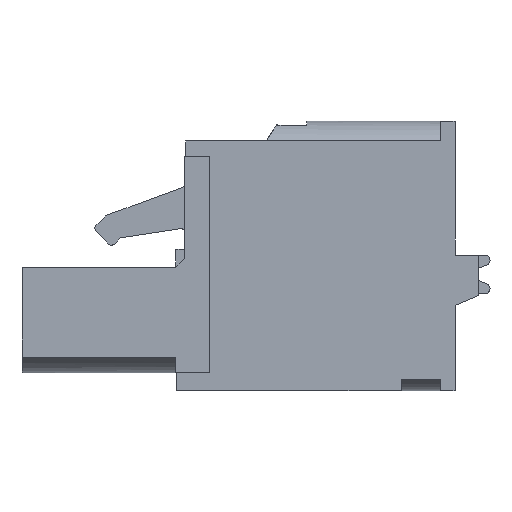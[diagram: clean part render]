
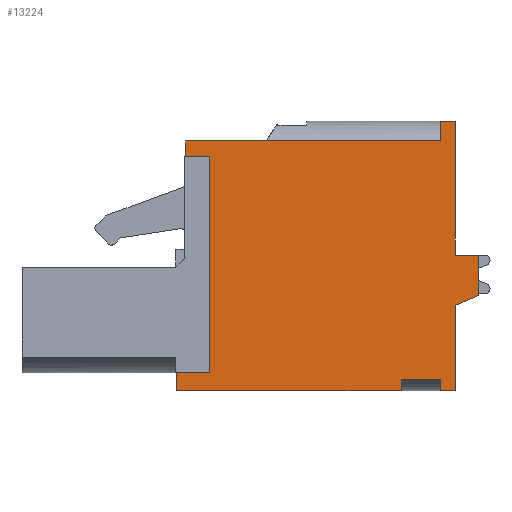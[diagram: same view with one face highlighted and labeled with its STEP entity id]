
A CAD part, left-side view. The second image highlights one B-rep face of the part: STEP entity #13224.
In plain terms, the highlighted planar face has unit normal (-1, 0, 0).
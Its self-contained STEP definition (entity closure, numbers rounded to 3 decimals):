
#1122=ORIENTED_EDGE('',*,*,#4945,.T.);
#1123=ORIENTED_EDGE('',*,*,#4443,.T.);
#1124=ORIENTED_EDGE('',*,*,#4745,.T.);
#1125=ORIENTED_EDGE('',*,*,#4614,.T.);
#1126=ORIENTED_EDGE('',*,*,#4946,.T.);
#1127=ORIENTED_EDGE('',*,*,#4568,.T.);
#1128=ORIENTED_EDGE('',*,*,#4723,.F.);
#1129=ORIENTED_EDGE('',*,*,#4650,.F.);
#1130=ORIENTED_EDGE('',*,*,#4947,.T.);
#1131=ORIENTED_EDGE('',*,*,#4929,.T.);
#1132=ORIENTED_EDGE('',*,*,#4948,.T.);
#1133=ORIENTED_EDGE('',*,*,#4949,.F.);
#1134=ORIENTED_EDGE('',*,*,#4482,.T.);
#1135=ORIENTED_EDGE('',*,*,#4950,.T.);
#1136=ORIENTED_EDGE('',*,*,#4951,.T.);
#1137=ORIENTED_EDGE('',*,*,#4952,.F.);
#1138=ORIENTED_EDGE('',*,*,#4953,.F.);
#1139=ORIENTED_EDGE('',*,*,#4674,.T.);
#4443=EDGE_CURVE('',#6415,#6414,#7710,.T.);
#4482=EDGE_CURVE('',#6454,#6453,#7749,.T.);
#4568=EDGE_CURVE('',#6540,#6539,#7817,.T.);
#4614=EDGE_CURVE('',#6586,#6585,#7863,.T.);
#4650=EDGE_CURVE('',#6620,#6621,#7899,.T.);
#4674=EDGE_CURVE('',#6645,#6644,#7923,.T.);
#4723=EDGE_CURVE('',#6621,#6539,#7957,.T.);
#4745=EDGE_CURVE('',#6414,#6586,#7979,.T.);
#4929=EDGE_CURVE('',#6808,#6807,#8122,.T.);
#4945=EDGE_CURVE('',#6644,#6415,#8128,.T.);
#4946=EDGE_CURVE('',#6585,#6540,#8129,.T.);
#4947=EDGE_CURVE('',#6620,#6808,#8130,.T.);
#4948=EDGE_CURVE('',#6807,#6816,#8131,.T.);
#4949=EDGE_CURVE('',#6454,#6816,#8132,.T.);
#4950=EDGE_CURVE('',#6453,#6817,#8133,.T.);
#4951=EDGE_CURVE('',#6817,#6818,#8134,.T.);
#4952=EDGE_CURVE('',#6819,#6818,#8135,.T.);
#4953=EDGE_CURVE('',#6645,#6819,#8136,.T.);
#6414=VERTEX_POINT('',#18513);
#6415=VERTEX_POINT('',#18515);
#6453=VERTEX_POINT('',#18592);
#6454=VERTEX_POINT('',#18594);
#6539=VERTEX_POINT('',#18770);
#6540=VERTEX_POINT('',#18772);
#6585=VERTEX_POINT('',#18863);
#6586=VERTEX_POINT('',#18865);
#6620=VERTEX_POINT('',#18935);
#6621=VERTEX_POINT('',#18937);
#6644=VERTEX_POINT('',#18984);
#6645=VERTEX_POINT('',#18986);
#6807=VERTEX_POINT('',#19488);
#6808=VERTEX_POINT('',#19490);
#6816=VERTEX_POINT('',#19522);
#6817=VERTEX_POINT('',#19525);
#6818=VERTEX_POINT('',#19527);
#6819=VERTEX_POINT('',#19529);
#7710=LINE('',#18514,#9401);
#7749=LINE('',#18593,#9440);
#7817=LINE('',#18771,#9508);
#7863=LINE('',#18864,#9554);
#7899=LINE('',#18936,#9590);
#7923=LINE('',#18985,#9614);
#7957=LINE('',#19082,#9648);
#7979=LINE('',#19119,#9670);
#8122=LINE('',#19489,#9813);
#8128=LINE('',#19518,#9819);
#8129=LINE('',#19519,#9820);
#8130=LINE('',#19520,#9821);
#8131=LINE('',#19521,#9822);
#8132=LINE('',#19523,#9823);
#8133=LINE('',#19524,#9824);
#8134=LINE('',#19526,#9825);
#8135=LINE('',#19528,#9826);
#8136=LINE('',#19530,#9827);
#9401=VECTOR('',#14876,1000.);
#9440=VECTOR('',#14917,1000.);
#9508=VECTOR('',#15033,1000.);
#9554=VECTOR('',#15081,1000.);
#9590=VECTOR('',#15119,1000.);
#9614=VECTOR('',#15145,1000.);
#9648=VECTOR('',#15229,1000.);
#9670=VECTOR('',#15253,1000.);
#9813=VECTOR('',#15580,1000.);
#9819=VECTOR('',#15616,1000.);
#9820=VECTOR('',#15617,1000.);
#9821=VECTOR('',#15618,1000.);
#9822=VECTOR('',#15619,1000.);
#9823=VECTOR('',#15620,1000.);
#9824=VECTOR('',#15621,1000.);
#9825=VECTOR('',#15622,1000.);
#9826=VECTOR('',#15623,1000.);
#9827=VECTOR('',#15624,1000.);
#11172=EDGE_LOOP('',(#1122,#1123,#1124,#1125,#1126,#1127,#1128,#1129,#1130,
#1131,#1132,#1133,#1134,#1135,#1136,#1137,#1138,#1139));
#11923=FACE_BOUND('',#11172,.T.);
#12642=PLANE('',#14047);
#13224=ADVANCED_FACE('',(#11923),#12642,.T.);
#14047=AXIS2_PLACEMENT_3D('',#19517,#15614,#15615);
#14876=DIRECTION('',(0.,1.,0.));
#14917=DIRECTION('',(0.,0.,1.));
#15033=DIRECTION('',(0.,1.,0.));
#15081=DIRECTION('',(0.,-1.,0.));
#15119=DIRECTION('',(0.,1.,0.));
#15145=DIRECTION('',(0.,1.,0.));
#15229=DIRECTION('',(0.,0.,1.));
#15253=DIRECTION('',(0.,0.,-1.));
#15580=DIRECTION('',(0.,-1.,0.));
#15614=DIRECTION('',(-1.,0.,0.));
#15615=DIRECTION('',(0.,0.,1.));
#15616=DIRECTION('',(0.,0.,-1.));
#15617=DIRECTION('',(0.,0.,-1.));
#15618=DIRECTION('',(0.,0.,1.));
#15619=DIRECTION('',(0.,0.,-1.));
#15620=DIRECTION('',(0.,1.,0.));
#15621=DIRECTION('',(0.,-0.921,0.39));
#15622=DIRECTION('',(0.,0.,1.));
#15623=DIRECTION('',(0.,-1.,0.));
#15624=DIRECTION('',(0.,0.,-1.));
#18513=CARTESIAN_POINT('',(-10.16,7.9,6.4));
#18514=CARTESIAN_POINT('',(-10.16,3.4,6.4));
#18515=CARTESIAN_POINT('',(-10.16,-6.3,6.4));
#18592=CARTESIAN_POINT('',(-10.16,-7.1,-2.75));
#18593=CARTESIAN_POINT('',(-10.16,-7.1,-7.5));
#18594=CARTESIAN_POINT('',(-10.16,-7.1,-7.5));
#18770=CARTESIAN_POINT('',(-10.16,8.4,-6.5));
#18771=CARTESIAN_POINT('',(-10.16,8.4,-6.5));
#18772=CARTESIAN_POINT('',(-10.16,6.57,-6.5));
#18863=CARTESIAN_POINT('',(-10.16,6.57,5.55));
#18864=CARTESIAN_POINT('',(-10.16,7.9,5.55));
#18865=CARTESIAN_POINT('',(-10.16,7.9,5.55));
#18935=CARTESIAN_POINT('',(-10.16,-4.1,-7.5));
#18936=CARTESIAN_POINT('',(-10.16,-8.4,-7.5));
#18937=CARTESIAN_POINT('',(-10.16,8.4,-7.5));
#18984=CARTESIAN_POINT('',(-10.16,-6.3,7.5));
#18985=CARTESIAN_POINT('',(-10.16,-8.4,7.5));
#18986=CARTESIAN_POINT('',(-10.16,-7.1,7.5));
#19082=CARTESIAN_POINT('',(-10.16,8.4,-7.5));
#19119=CARTESIAN_POINT('',(-10.16,7.9,6.4));
#19488=CARTESIAN_POINT('',(-10.16,-6.3,-6.9));
#19489=CARTESIAN_POINT('',(-10.16,-4.1,-6.9));
#19490=CARTESIAN_POINT('',(-10.16,-4.1,-6.9));
#19517=CARTESIAN_POINT('',(-10.16,-8.4,-7.5));
#19518=CARTESIAN_POINT('',(-10.16,-6.3,7.701));
#19519=CARTESIAN_POINT('',(-10.16,6.57,5.55));
#19520=CARTESIAN_POINT('',(-10.16,-4.1,-7.5));
#19521=CARTESIAN_POINT('',(-10.16,-6.3,-6.9));
#19522=CARTESIAN_POINT('',(-10.16,-6.3,-7.5));
#19523=CARTESIAN_POINT('',(-10.16,-8.4,-7.5));
#19524=CARTESIAN_POINT('',(-10.16,-7.1,-2.75));
#19525=CARTESIAN_POINT('',(-10.16,-8.4,-2.2));
#19526=CARTESIAN_POINT('',(-10.16,-8.4,-7.5));
#19527=CARTESIAN_POINT('',(-10.16,-8.4,0.05));
#19528=CARTESIAN_POINT('',(-10.16,-8.4,0.05));
#19529=CARTESIAN_POINT('',(-10.16,-7.1,0.05));
#19530=CARTESIAN_POINT('',(-10.16,-7.1,7.5));
